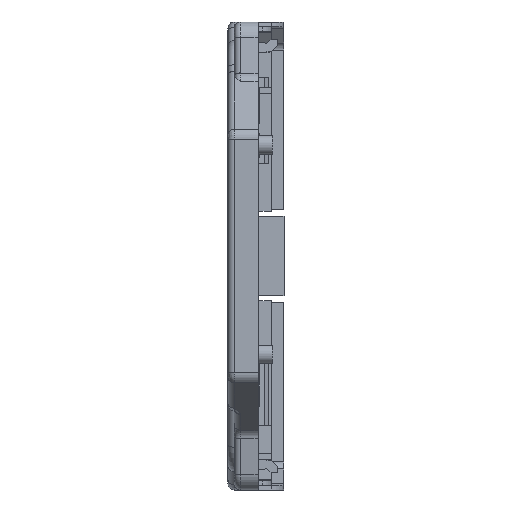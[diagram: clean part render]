
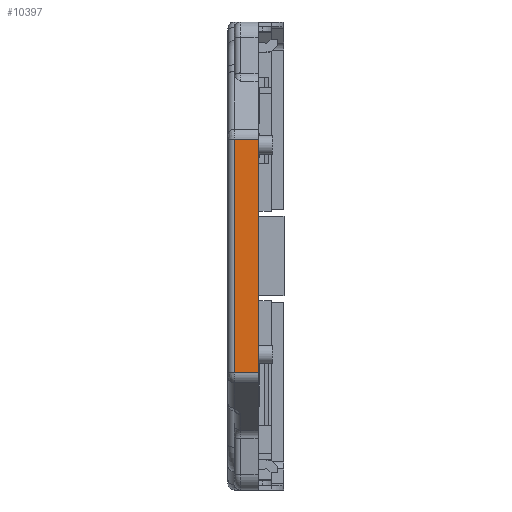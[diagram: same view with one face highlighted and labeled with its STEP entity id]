
A CAD part, left-side view. The second image highlights one B-rep face of the part: STEP entity #10397.
In plain terms, the highlighted planar face has unit normal (-1, 0, 0).
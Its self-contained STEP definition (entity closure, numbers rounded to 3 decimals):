
#373=PLANE('',#11121);
#731=FACE_OUTER_BOUND('',#1320,.T.);
#1320=EDGE_LOOP('',(#7462,#7463,#7464,#7465));
#2032=LINE('',#15568,#3082);
#2042=LINE('',#15708,#3092);
#2043=LINE('',#15711,#3093);
#2044=LINE('',#15712,#3094);
#3082=VECTOR('',#12426,10.);
#3092=VECTOR('',#12494,10.);
#3093=VECTOR('',#12497,10.);
#3094=VECTOR('',#12498,10.);
#4582=VERTEX_POINT('',#15562);
#4583=VERTEX_POINT('',#15566);
#4597=VERTEX_POINT('',#15706);
#4598=VERTEX_POINT('',#15710);
#5684=EDGE_CURVE('',#4583,#4582,#2032,.T.);
#5714=EDGE_CURVE('',#4597,#4583,#2042,.T.);
#5715=EDGE_CURVE('',#4598,#4597,#2043,.T.);
#5716=EDGE_CURVE('',#4582,#4598,#2044,.T.);
#7462=ORIENTED_EDGE('',*,*,#5684,.F.);
#7463=ORIENTED_EDGE('',*,*,#5714,.F.);
#7464=ORIENTED_EDGE('',*,*,#5715,.F.);
#7465=ORIENTED_EDGE('',*,*,#5716,.F.);
#10397=ADVANCED_FACE('',(#731),#373,.T.);
#11121=AXIS2_PLACEMENT_3D('',#15709,#12495,#12496);
#12426=DIRECTION('',(0.,0.,1.));
#12494=DIRECTION('',(0.,1.,0.));
#12495=DIRECTION('center_axis',(-1.,0.,0.));
#12496=DIRECTION('ref_axis',(0.,0.,1.));
#12497=DIRECTION('',(0.,0.,-1.));
#12498=DIRECTION('',(0.,-1.,0.));
#15562=CARTESIAN_POINT('',(-104.,-0.5,18.95));
#15566=CARTESIAN_POINT('',(-104.,-0.5,-18.95));
#15568=CARTESIAN_POINT('',(-104.,-0.5,-8.579));
#15706=CARTESIAN_POINT('',(-104.,-4.399,-18.95));
#15708=CARTESIAN_POINT('',(-104.,-4.399,-18.95));
#15709=CARTESIAN_POINT('Origin',(-104.,-4.399,-19.991));
#15710=CARTESIAN_POINT('',(-104.,-4.399,18.95));
#15711=CARTESIAN_POINT('',(-104.,-4.399,19.991));
#15712=CARTESIAN_POINT('',(-104.,-4.399,18.95));
